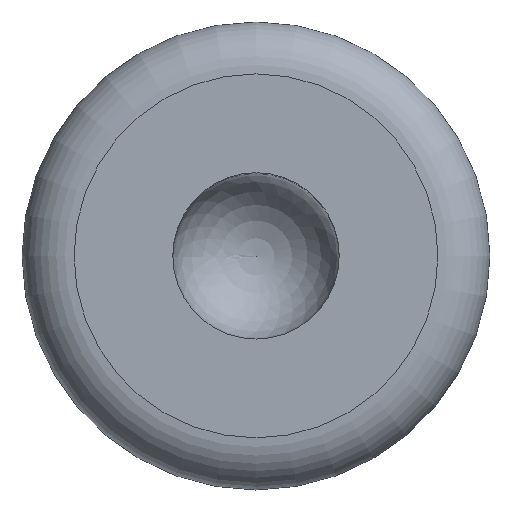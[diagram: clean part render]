
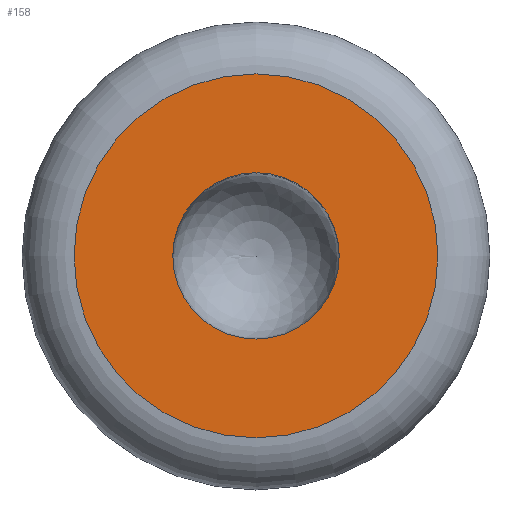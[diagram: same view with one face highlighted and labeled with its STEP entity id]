
A CAD part, top view. The second image highlights one B-rep face of the part: STEP entity #158.
In plain terms, the highlighted planar face has unit normal (0, 0, 1).
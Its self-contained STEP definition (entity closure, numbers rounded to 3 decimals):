
#19=FACE_BOUND('',#51,.T.);
#21=PLANE('',#192);
#38=FACE_OUTER_BOUND('',#50,.T.);
#50=EDGE_LOOP('',(#128));
#51=EDGE_LOOP('',(#129));
#66=CIRCLE('',#191,0.875);
#67=CIRCLE('',#193,0.4);
#81=VERTEX_POINT('',#285);
#82=VERTEX_POINT('',#289);
#98=EDGE_CURVE('',#81,#81,#66,.T.);
#99=EDGE_CURVE('',#82,#82,#67,.T.);
#128=ORIENTED_EDGE('',*,*,#98,.F.);
#129=ORIENTED_EDGE('',*,*,#99,.T.);
#158=ADVANCED_FACE('',(#38,#19),#21,.T.);
#191=AXIS2_PLACEMENT_3D('',#287,#233,#234);
#192=AXIS2_PLACEMENT_3D('',#288,#235,#236);
#193=AXIS2_PLACEMENT_3D('',#290,#237,#238);
#233=DIRECTION('center_axis',(0.,0.,-1.));
#234=DIRECTION('ref_axis',(1.,0.,0.));
#235=DIRECTION('center_axis',(0.,0.,1.));
#236=DIRECTION('ref_axis',(1.,0.,0.));
#237=DIRECTION('center_axis',(0.,0.,-1.));
#238=DIRECTION('ref_axis',(1.,0.,0.));
#285=CARTESIAN_POINT('',(3.975,-1.55,0.9));
#287=CARTESIAN_POINT('Origin',(3.1,-1.55,0.9));
#288=CARTESIAN_POINT('Origin',(3.1,-1.55,0.9));
#289=CARTESIAN_POINT('',(2.7,-1.55,0.9));
#290=CARTESIAN_POINT('Origin',(3.1,-1.55,0.9));
